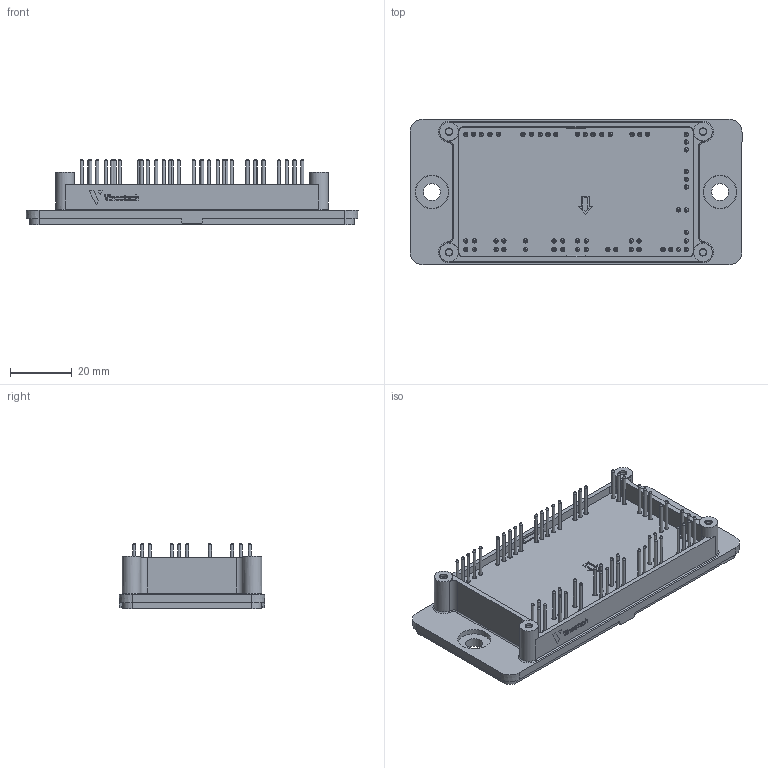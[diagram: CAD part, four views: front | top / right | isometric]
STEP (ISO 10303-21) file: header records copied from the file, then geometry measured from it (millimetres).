
FILE_DESCRIPTION(/* description */ ('Unknown'),/* implementation_level */ '2;1');
FILE_NAME(/* name */ 'Flow2-4T17W-P760(560)-02-OL',/* time_stamp */ '2018-10-26T13:15:22+02:00',/* author */ ('Unknown'),/* organization */ ('Unknown'),/* preprocessor_version */ 'ST-DEVELOPER v16.7',/* originating_system */ 'DEX',/* authorisation */ $);
FILE_SCHEMA (('AUTOMOTIVE_DESIGN {1 0 10303 214 3 1 1}'));
Products named in the file (1): Flow2-4T17W-P760-02-OL
Bounding box: 107.2 x 47 x 21.28 mm (x, y, z)
Volume: 45429.1 mm3; surface area: 22884.1 mm2
Topology: 1 solids, 8 shells, 1815 faces, 4563 edges, 2834 vertices
Faces by surface type: plane 772, cone 419, bspline 341, cylinder 259, torus 24
Full cylindrical faces by diameter (mm): 1 x56, 1.4 x56, 2.1 x4, 2.4 x60, 3 x4, 5.5 x2, 6 x4
Entity records: 73486 total; most frequent: CARTESIAN_POINT 22214, ORIENTED_EDGE 8266, DIRECTION 6818, EDGE_CURVE 4133, VERTEX_POINT 2709, AXIS2_PLACEMENT_3D 2597, EDGE_LOOP 2306, FACE_BOUND 2306
